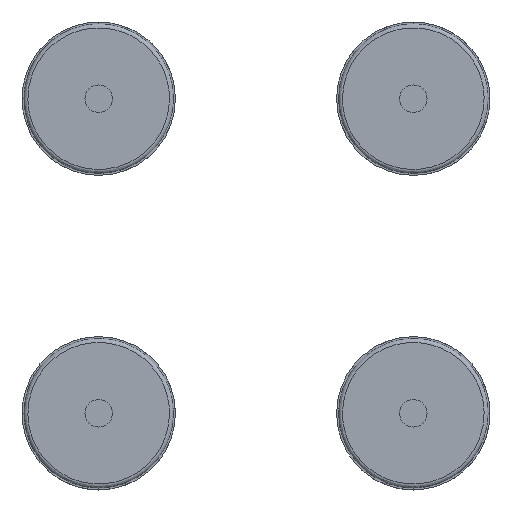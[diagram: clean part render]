
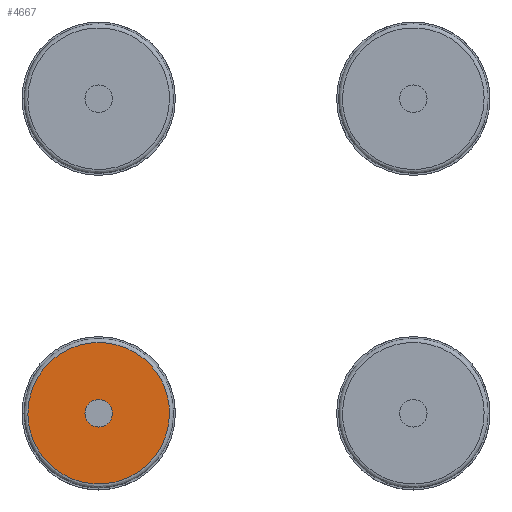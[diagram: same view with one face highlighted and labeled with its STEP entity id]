
A CAD part, top view. The second image highlights one B-rep face of the part: STEP entity #4667.
In plain terms, the highlighted planar face has unit normal (0, 0, 1).
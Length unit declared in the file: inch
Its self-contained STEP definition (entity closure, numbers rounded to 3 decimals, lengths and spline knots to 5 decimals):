
#403 = VERTEX_POINT ( 'NONE', #21854 ) ;
#1165 = CARTESIAN_POINT ( 'NONE',  ( -1.125, 0., 0.1875 ) ) ;
#1514 = EDGE_LOOP ( 'NONE', ( #11108 ) ) ;
#1583 = FACE_BOUND ( 'NONE', #1514, .T. ) ;
#1807 = AXIS2_PLACEMENT_3D ( 'NONE', #15659, #17613, #19456 ) ;
#2474 = CARTESIAN_POINT ( 'NONE',  ( 0.2185, 0., 0.1875 ) ) ;
#3105 =( BOUNDED_CURVE ( )  B_SPLINE_CURVE ( 3, ( #1165, #15839, #19634, #21840 ),
 .UNSPECIFIED., .F., .F. ) 
 B_SPLINE_CURVE_WITH_KNOTS ( ( 4, 4 ),
 ( 0., 1. ),
 .UNSPECIFIED. ) 
 CURVE ( )  GEOMETRIC_REPRESENTATION_ITEM ( )  RATIONAL_B_SPLINE_CURVE ( ( 1., 0.333, 0.333, 1. ) ) 
 REPRESENTATION_ITEM ( '' )  );
#4667 = ADVANCED_FACE ( 'NONE', ( #1583, #7218 ), #5379, .T. ) ;
#5379 = PLANE ( 'NONE',  #15811 ) ;
#6156 = VERTEX_POINT ( 'NONE', #2474 ) ;
#7218 = FACE_OUTER_BOUND ( 'NONE', #16406, .T. ) ;
#7341 = DIRECTION ( 'NONE',  ( 1., 0., 0. ) ) ;
#7616 =( BOUNDED_CURVE ( )  B_SPLINE_CURVE ( 3, ( #23843, #14539, #11358, #11242 ),
 .UNSPECIFIED., .F., .T. ) 
 B_SPLINE_CURVE_WITH_KNOTS ( ( 4, 4 ),
 ( 0., 1. ),
 .UNSPECIFIED. ) 
 CURVE ( )  GEOMETRIC_REPRESENTATION_ITEM ( )  RATIONAL_B_SPLINE_CURVE ( ( 1., 0.333, 0.333, 1. ) ) 
 REPRESENTATION_ITEM ( '' )  );
#7947 = ORIENTED_EDGE ( 'NONE', *, *, #9378, .F. ) ;
#8262 = VERTEX_POINT ( 'NONE', #8594 ) ;
#8594 = CARTESIAN_POINT ( 'NONE',  ( -1.125, 0., 0.1875 ) ) ;
#9378 = EDGE_CURVE ( 'NONE', #403, #8262, #7616, .T. ) ;
#11108 = ORIENTED_EDGE ( 'NONE', *, *, #19278, .T. ) ;
#11242 = CARTESIAN_POINT ( 'NONE',  ( -1.125, 0., 0.1875 ) ) ;
#11358 = CARTESIAN_POINT ( 'NONE',  ( -1.125, -2.25, 0.1875 ) ) ;
#11593 = CIRCLE ( 'NONE', #1807, 0.2185 ) ;
#12654 = EDGE_CURVE ( 'NONE', #8262, #403, #3105, .T. ) ;
#14539 = CARTESIAN_POINT ( 'NONE',  ( 1.125, -2.25, 0.1875 ) ) ;
#14668 = CARTESIAN_POINT ( 'NONE',  ( 0., 0., 0.1875 ) ) ;
#15659 = CARTESIAN_POINT ( 'NONE',  ( 0., 0., 0.1875 ) ) ;
#15811 = AXIS2_PLACEMENT_3D ( 'NONE', #14668, #22132, #7341 ) ;
#15839 = CARTESIAN_POINT ( 'NONE',  ( -1.125, 2.25, 0.1875 ) ) ;
#16406 = EDGE_LOOP ( 'NONE', ( #21004, #7947 ) ) ;
#17613 = DIRECTION ( 'NONE',  ( 0., 0., -1. ) ) ;
#19278 = EDGE_CURVE ( 'NONE', #6156, #6156, #11593, .T. ) ;
#19456 = DIRECTION ( 'NONE',  ( 1., 0., 0. ) ) ;
#19634 = CARTESIAN_POINT ( 'NONE',  ( 1.125, 2.25, 0.1875 ) ) ;
#21004 = ORIENTED_EDGE ( 'NONE', *, *, #12654, .F. ) ;
#21840 = CARTESIAN_POINT ( 'NONE',  ( 1.125, 0., 0.1875 ) ) ;
#21854 = CARTESIAN_POINT ( 'NONE',  ( 1.125, 0., 0.1875 ) ) ;
#22132 = DIRECTION ( 'NONE',  ( 0., 0., 1. ) ) ;
#23843 = CARTESIAN_POINT ( 'NONE',  ( 1.125, 0., 0.1875 ) ) ;
